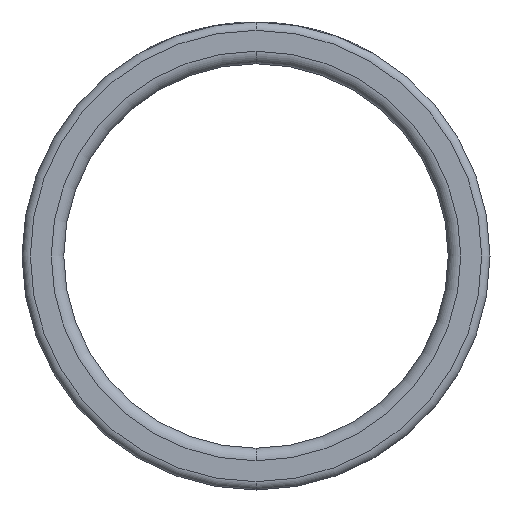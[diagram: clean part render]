
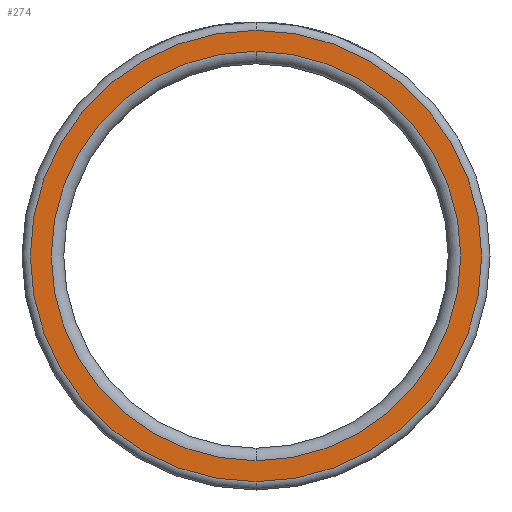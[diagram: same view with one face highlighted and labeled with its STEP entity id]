
A CAD part, front view. The second image highlights one B-rep face of the part: STEP entity #274.
In plain terms, the highlighted planar face has unit normal (0, -1, 0).
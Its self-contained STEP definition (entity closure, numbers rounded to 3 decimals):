
#11 = DIRECTION ( 'NONE',  ( 0., 0., -1. ) ) ;
#153 = AXIS2_PLACEMENT_3D ( 'NONE', #2411, #1420, #3166 ) ;
#201 = DIRECTION ( 'NONE',  ( 0., -1., 0. ) ) ;
#227 = DIRECTION ( 'NONE',  ( 0., -1., 0. ) ) ;
#274 = ADVANCED_FACE ( 'NONE', ( #3193, #2532 ), #2510, .T. ) ;
#340 = CIRCLE ( 'NONE', #459, 49. ) ;
#459 = AXIS2_PLACEMENT_3D ( 'NONE', #888, #2403, #2623 ) ;
#753 = CARTESIAN_POINT ( 'NONE',  ( 0., -132.5, -49. ) ) ;
#772 = CARTESIAN_POINT ( 'NONE',  ( 49., -132.5, 0. ) ) ;
#779 = AXIS2_PLACEMENT_3D ( 'NONE', #772, #1053, #2779 ) ;
#816 = CARTESIAN_POINT ( 'NONE',  ( 0., -132.5, 49. ) ) ;
#838 = EDGE_CURVE ( 'NONE', #2384, #1661, #2498, .T. ) ;
#888 = CARTESIAN_POINT ( 'NONE',  ( 0., -132.5, 0. ) ) ;
#986 = AXIS2_PLACEMENT_3D ( 'NONE', #2986, #201, #11 ) ;
#1053 = DIRECTION ( 'NONE',  ( 0., -1., 0. ) ) ;
#1236 = EDGE_CURVE ( 'NONE', #1739, #2512, #1611, .T. ) ;
#1239 = CARTESIAN_POINT ( 'NONE',  ( 0., -132.5, 0. ) ) ;
#1420 = DIRECTION ( 'NONE',  ( 0., -1., 0. ) ) ;
#1492 = CARTESIAN_POINT ( 'NONE',  ( 0., -132.5, -54. ) ) ;
#1611 = CIRCLE ( 'NONE', #153, 54. ) ;
#1661 = VERTEX_POINT ( 'NONE', #753 ) ;
#1700 = EDGE_CURVE ( 'NONE', #2512, #1739, #3038, .T. ) ;
#1739 = VERTEX_POINT ( 'NONE', #1492 ) ;
#1749 = EDGE_LOOP ( 'NONE', ( #1982, #1901 ) ) ;
#1901 = ORIENTED_EDGE ( 'NONE', *, *, #838, .F. ) ;
#1982 = ORIENTED_EDGE ( 'NONE', *, *, #2956, .F. ) ;
#2050 = ORIENTED_EDGE ( 'NONE', *, *, #1700, .T. ) ;
#2210 = CARTESIAN_POINT ( 'NONE',  ( 0., -132.5, 54. ) ) ;
#2384 = VERTEX_POINT ( 'NONE', #816 ) ;
#2403 = DIRECTION ( 'NONE',  ( 0., -1., 0. ) ) ;
#2411 = CARTESIAN_POINT ( 'NONE',  ( 0., -132.5, 0. ) ) ;
#2498 = CIRCLE ( 'NONE', #2932, 49. ) ;
#2510 = PLANE ( 'NONE',  #779 ) ;
#2512 = VERTEX_POINT ( 'NONE', #2210 ) ;
#2532 = FACE_BOUND ( 'NONE', #1749, .T. ) ;
#2623 = DIRECTION ( 'NONE',  ( 0., 0., -1. ) ) ;
#2658 = EDGE_LOOP ( 'NONE', ( #2943, #2050 ) ) ;
#2779 = DIRECTION ( 'NONE',  ( 0., 0., -1. ) ) ;
#2932 = AXIS2_PLACEMENT_3D ( 'NONE', #1239, #227, #2952 ) ;
#2943 = ORIENTED_EDGE ( 'NONE', *, *, #1236, .T. ) ;
#2952 = DIRECTION ( 'NONE',  ( 0., 0., -1. ) ) ;
#2956 = EDGE_CURVE ( 'NONE', #1661, #2384, #340, .T. ) ;
#2986 = CARTESIAN_POINT ( 'NONE',  ( 0., -132.5, 0. ) ) ;
#3038 = CIRCLE ( 'NONE', #986, 54. ) ;
#3166 = DIRECTION ( 'NONE',  ( 0., 0., -1. ) ) ;
#3193 = FACE_OUTER_BOUND ( 'NONE', #2658, .T. ) ;
